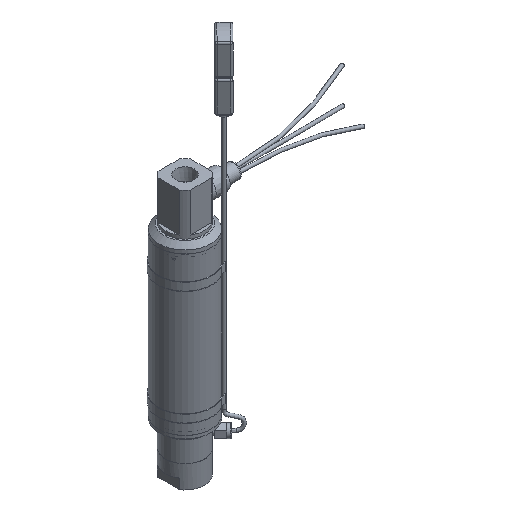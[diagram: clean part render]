
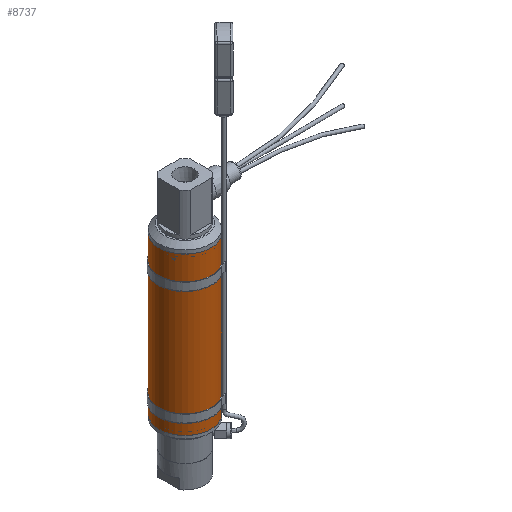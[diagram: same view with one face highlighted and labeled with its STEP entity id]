
A CAD part, isometric view. The second image highlights one B-rep face of the part: STEP entity #8737.
In plain terms, the highlighted cylindrical face has radius 25.4 mm (diameter 50.8 mm), a full revolution.
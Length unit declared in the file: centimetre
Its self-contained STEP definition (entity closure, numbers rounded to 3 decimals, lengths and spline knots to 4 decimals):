
#2277=CIRCLE('',#9299,2.54);
#2278=CIRCLE('',#9300,2.54);
#2886=VERTEX_POINT('',#13234);
#2887=VERTEX_POINT('',#13236);
#3729=EDGE_CURVE('',#2886,#2886,#2277,.T.);
#3730=EDGE_CURVE('',#2887,#2887,#2278,.T.);
#4941=ORIENTED_EDGE('',*,*,#3729,.T.);
#4942=ORIENTED_EDGE('',*,*,#3730,.T.);
#7235=EDGE_LOOP('',(#4941));
#7236=EDGE_LOOP('',(#4942));
#7998=FACE_BOUND('',#7235,.T.);
#7999=FACE_BOUND('',#7236,.T.);
#8737=ADVANCED_FACE('',(#7998,#7999),#16865,.T.);
#9298=AXIS2_PLACEMENT_3D('',#13232,#10540,#10541);
#9299=AXIS2_PLACEMENT_3D('',#13233,#10542,#10543);
#9300=AXIS2_PLACEMENT_3D('',#13235,#10544,#10545);
#10540=DIRECTION('',(0.,0.,1.));
#10541=DIRECTION('',(2.54,0.,0.));
#10542=DIRECTION('',(0.,0.,-1.));
#10543=DIRECTION('',(2.54,0.,0.));
#10544=DIRECTION('',(0.,0.,1.));
#10545=DIRECTION('',(2.54,0.,0.));
#13232=CARTESIAN_POINT('',(0.,0.,0.));
#13233=CARTESIAN_POINT('',(0.,0.,15.367));
#13234=CARTESIAN_POINT('',(2.54,0.,15.367));
#13235=CARTESIAN_POINT('',(0.,0.,0.));
#13236=CARTESIAN_POINT('',(2.54,0.,0.));
#16865=CYLINDRICAL_SURFACE('',#9298,2.54);
